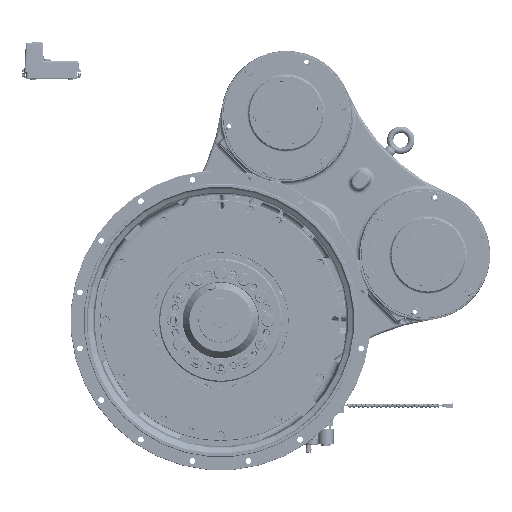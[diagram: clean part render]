
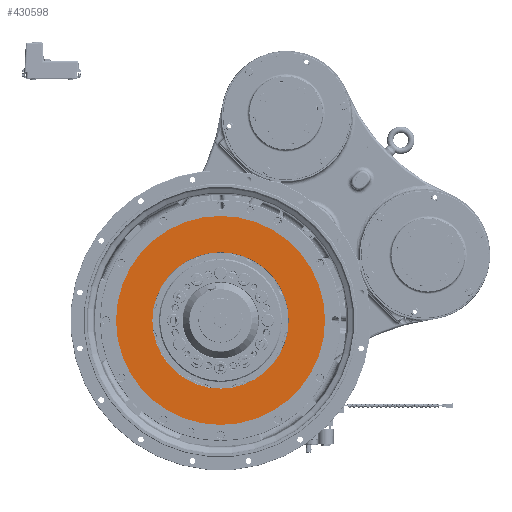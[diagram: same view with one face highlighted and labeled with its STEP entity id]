
A CAD part, top view. The second image highlights one B-rep face of the part: STEP entity #430598.
In plain terms, the highlighted planar face has unit normal (0, 0, 1).
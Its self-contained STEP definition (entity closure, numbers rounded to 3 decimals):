
#11838 = VERTEX_POINT ( 'NONE', #388129 ) ;
#21291 = DIRECTION ( 'NONE',  ( 1., 0., 0. ) ) ;
#33136 = CARTESIAN_POINT ( 'NONE',  ( 0., 0., 15.2 ) ) ;
#50756 = CIRCLE ( 'NONE', #521275, 161.5 ) ;
#64777 = CARTESIAN_POINT ( 'NONE',  ( 0., 0., 15.2 ) ) ;
#76915 = AXIS2_PLACEMENT_3D ( 'NONE', #33136, #213001, #168802 ) ;
#77355 = FACE_BOUND ( 'NONE', #422402, .T. ) ;
#83708 = CIRCLE ( 'NONE', #413381, 161.5 ) ;
#88848 = CIRCLE ( 'NONE', #267779, 247.5 ) ;
#99026 = DIRECTION ( 'NONE',  ( -1., 0., 0. ) ) ;
#149158 = DIRECTION ( 'NONE',  ( 0., 0., -1. ) ) ;
#156564 = CARTESIAN_POINT ( 'NONE',  ( -161.5, 0., 15.2 ) ) ;
#168802 = DIRECTION ( 'NONE',  ( -1., 0., 0. ) ) ;
#206475 = ORIENTED_EDGE ( 'NONE', *, *, #309585, .F. ) ;
#213001 = DIRECTION ( 'NONE',  ( 0., 0., -1. ) ) ;
#235861 = DIRECTION ( 'NONE',  ( 0., 0., -1. ) ) ;
#252536 = AXIS2_PLACEMENT_3D ( 'NONE', #502990, #149158, #99026 ) ;
#265969 = PLANE ( 'NONE',  #76915 ) ;
#267779 = AXIS2_PLACEMENT_3D ( 'NONE', #64777, #235861, #324346 ) ;
#283931 = CARTESIAN_POINT ( 'NONE',  ( 0., 0., 15.2 ) ) ;
#309585 = EDGE_CURVE ( 'NONE', #538322, #497041, #88848, .T. ) ;
#312855 = EDGE_LOOP ( 'NONE', ( #400210, #206475 ) ) ;
#324346 = DIRECTION ( 'NONE',  ( -1., 0., 0. ) ) ;
#339307 = ORIENTED_EDGE ( 'NONE', *, *, #419370, .F. ) ;
#380459 = EDGE_CURVE ( 'NONE', #11838, #575370, #50756, .T. ) ;
#388129 = CARTESIAN_POINT ( 'NONE',  ( 161.5, 0., 15.2 ) ) ;
#399042 = ORIENTED_EDGE ( 'NONE', *, *, #380459, .F. ) ;
#400210 = ORIENTED_EDGE ( 'NONE', *, *, #432032, .F. ) ;
#413381 = AXIS2_PLACEMENT_3D ( 'NONE', #557921, #422353, #21291 ) ;
#419370 = EDGE_CURVE ( 'NONE', #575370, #11838, #83708, .T. ) ;
#419598 = DIRECTION ( 'NONE',  ( 1., 0., 0. ) ) ;
#422353 = DIRECTION ( 'NONE',  ( 0., 0., 1. ) ) ;
#422402 = EDGE_LOOP ( 'NONE', ( #399042, #339307 ) ) ;
#430598 = ADVANCED_FACE ( 'NONE', ( #77355, #484216 ), #265969, .F. ) ;
#432032 = EDGE_CURVE ( 'NONE', #497041, #538322, #506844, .T. ) ;
#433595 = CARTESIAN_POINT ( 'NONE',  ( 247.5, 0., 15.2 ) ) ;
#463747 = DIRECTION ( 'NONE',  ( 0., 0., 1. ) ) ;
#484216 = FACE_OUTER_BOUND ( 'NONE', #312855, .T. ) ;
#497041 = VERTEX_POINT ( 'NONE', #548191 ) ;
#502990 = CARTESIAN_POINT ( 'NONE',  ( 0., 0., 15.2 ) ) ;
#506844 = CIRCLE ( 'NONE', #252536, 247.5 ) ;
#521275 = AXIS2_PLACEMENT_3D ( 'NONE', #283931, #463747, #419598 ) ;
#538322 = VERTEX_POINT ( 'NONE', #433595 ) ;
#548191 = CARTESIAN_POINT ( 'NONE',  ( -247.5, 0., 15.2 ) ) ;
#557921 = CARTESIAN_POINT ( 'NONE',  ( 0., 0., 15.2 ) ) ;
#575370 = VERTEX_POINT ( 'NONE', #156564 ) ;
